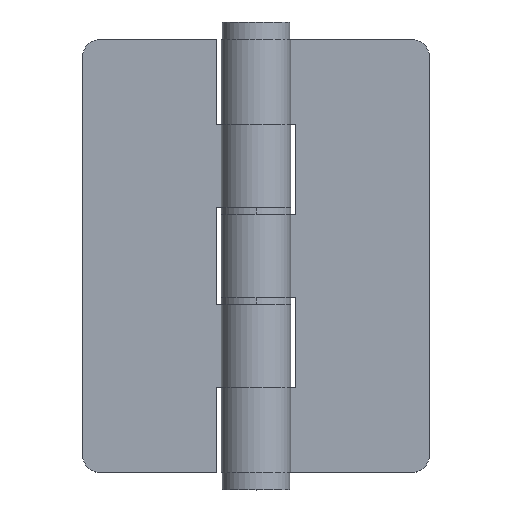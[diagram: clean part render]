
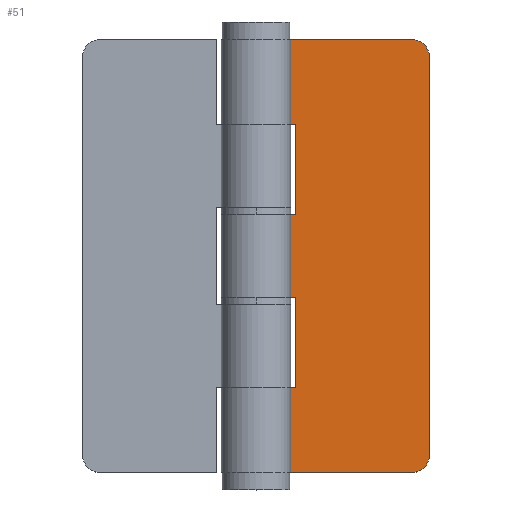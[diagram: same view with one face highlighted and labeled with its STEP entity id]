
A CAD part, top view. The second image highlights one B-rep face of the part: STEP entity #51.
In plain terms, the highlighted planar face has unit normal (0, 0, 1).
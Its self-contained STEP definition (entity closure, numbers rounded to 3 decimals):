
#2 = VERTEX_POINT ( 'NONE', #556 ) ;
#4 = EDGE_CURVE ( 'NONE', #192, #172, #684, .T. ) ;
#5 = VERTEX_POINT ( 'NONE', #680 ) ;
#15 = VERTEX_POINT ( 'NONE', #644 ) ;
#17 = EDGE_CURVE ( 'NONE', #2, #5, #612, .T. ) ;
#22 = VERTEX_POINT ( 'NONE', #606 ) ;
#25 = VERTEX_POINT ( 'NONE', #600 ) ;
#27 = ORIENTED_EDGE ( 'NONE', *, *, #29, .T. ) ;
#28 = VERTEX_POINT ( 'NONE', #528 ) ;
#29 = EDGE_CURVE ( 'NONE', #22, #28, #523, .T. ) ;
#31 = ORIENTED_EDGE ( 'NONE', *, *, #4, .F. ) ;
#33 = EDGE_CURVE ( 'NONE', #25, #172, #519, .T. ) ;
#34 = VERTEX_POINT ( 'NONE', #702 ) ;
#35 = EDGE_CURVE ( 'NONE', #192, #191, #701, .T. ) ;
#36 = ORIENTED_EDGE ( 'NONE', *, *, #42, .T. ) ;
#37 = VERTEX_POINT ( 'NONE', #697 ) ;
#38 = EDGE_LOOP ( 'NONE', ( #57, #56, #53, #40, #31, #59, #50, #45, #55, #48, #27, #36, #418, #265 ) ) ;
#40 = ORIENTED_EDGE ( 'NONE', *, *, #33, .T. ) ;
#41 = EDGE_CURVE ( 'NONE', #5, #60, #808, .T. ) ;
#42 = EDGE_CURVE ( 'NONE', #28, #37, #809, .T. ) ;
#45 = ORIENTED_EDGE ( 'NONE', *, *, #54, .T. ) ;
#46 = VERTEX_POINT ( 'NONE', #822 ) ;
#48 = ORIENTED_EDGE ( 'NONE', *, *, #190, .T. ) ;
#49 = EDGE_CURVE ( 'NONE', #191, #46, #867, .T. ) ;
#50 = ORIENTED_EDGE ( 'NONE', *, *, #49, .T. ) ;
#51 = ADVANCED_FACE ( 'NONE', ( #863 ), #861, .F. ) ;
#53 = ORIENTED_EDGE ( 'NONE', *, *, #61, .F. ) ;
#54 = EDGE_CURVE ( 'NONE', #46, #34, #862, .T. ) ;
#55 = ORIENTED_EDGE ( 'NONE', *, *, #58, .T. ) ;
#56 = ORIENTED_EDGE ( 'NONE', *, *, #41, .T. ) ;
#57 = ORIENTED_EDGE ( 'NONE', *, *, #17, .T. ) ;
#58 = EDGE_CURVE ( 'NONE', #34, #15, #818, .T. ) ;
#59 = ORIENTED_EDGE ( 'NONE', *, *, #35, .T. ) ;
#60 = VERTEX_POINT ( 'NONE', #814 ) ;
#61 = EDGE_CURVE ( 'NONE', #25, #60, #813, .T. ) ;
#172 = VERTEX_POINT ( 'NONE', #796 ) ;
#190 = EDGE_CURVE ( 'NONE', #15, #22, #1118, .T. ) ;
#191 = VERTEX_POINT ( 'NONE', #1114 ) ;
#192 = VERTEX_POINT ( 'NONE', #1113 ) ;
#265 = ORIENTED_EDGE ( 'NONE', *, *, #380, .T. ) ;
#287 = EDGE_CURVE ( 'NONE', #37, #315, #999, .T. ) ;
#315 = VERTEX_POINT ( 'NONE', #1194 ) ;
#380 = EDGE_CURVE ( 'NONE', #315, #2, #1401, .T. ) ;
#418 = ORIENTED_EDGE ( 'NONE', *, *, #287, .T. ) ;
#517 = CARTESIAN_POINT ( 'NONE',  ( 45., 57.5, -5.5 ) ) ;
#518 = AXIS2_PLACEMENT_3D ( 'NONE', #517, #704, #703 ) ;
#519 = CIRCLE ( 'NONE', #518, 5. ) ;
#520 = DIRECTION ( 'NONE',  ( 1., 0., 0. ) ) ;
#521 = VECTOR ( 'NONE', #520, 1000. ) ;
#522 = CARTESIAN_POINT ( 'NONE',  ( 8.352, -12., -5.5 ) ) ;
#523 = LINE ( 'NONE', #522, #521 ) ;
#528 = CARTESIAN_POINT ( 'NONE',  ( 11.5, -12., -5.5 ) ) ;
#556 = CARTESIAN_POINT ( 'NONE',  ( 8.352, -62.5, -5.5 ) ) ;
#600 = CARTESIAN_POINT ( 'NONE',  ( 50., 57.5, -5.5 ) ) ;
#606 = CARTESIAN_POINT ( 'NONE',  ( 8.352, -12., -5.5 ) ) ;
#609 = DIRECTION ( 'NONE',  ( 1., 0., 0. ) ) ;
#610 = VECTOR ( 'NONE', #609, 1000. ) ;
#611 = CARTESIAN_POINT ( 'NONE',  ( 8.352, -62.5, -5.5 ) ) ;
#612 = LINE ( 'NONE', #611, #610 ) ;
#644 = CARTESIAN_POINT ( 'NONE',  ( 8.352, 12., -5.5 ) ) ;
#680 = CARTESIAN_POINT ( 'NONE',  ( 45., -62.5, -5.5 ) ) ;
#681 = DIRECTION ( 'NONE',  ( 1., 0., 0. ) ) ;
#682 = VECTOR ( 'NONE', #681, 1000. ) ;
#683 = CARTESIAN_POINT ( 'NONE',  ( 8.352, 62.5, -5.5 ) ) ;
#684 = LINE ( 'NONE', #683, #682 ) ;
#697 = CARTESIAN_POINT ( 'NONE',  ( 11.5, -38., -5.5 ) ) ;
#698 = DIRECTION ( 'NONE',  ( 0., -1., 0. ) ) ;
#699 = VECTOR ( 'NONE', #698, 1000. ) ;
#700 = CARTESIAN_POINT ( 'NONE',  ( 8.352, 62.5, -5.5 ) ) ;
#701 = LINE ( 'NONE', #700, #699 ) ;
#702 = CARTESIAN_POINT ( 'NONE',  ( 11.5, 12., -5.5 ) ) ;
#703 = DIRECTION ( 'NONE',  ( -1., 0., 0. ) ) ;
#704 = DIRECTION ( 'NONE',  ( 0., 0., 1. ) ) ;
#796 = CARTESIAN_POINT ( 'NONE',  ( 45., 62.5, -5.5 ) ) ;
#807 = CARTESIAN_POINT ( 'NONE',  ( 45., -57.5, -5.5 ) ) ;
#808 = CIRCLE ( 'NONE', #834, 5. ) ;
#809 = LINE ( 'NONE', #821, #820 ) ;
#810 = DIRECTION ( 'NONE',  ( 0., -1., 0. ) ) ;
#811 = VECTOR ( 'NONE', #810, 1000. ) ;
#812 = CARTESIAN_POINT ( 'NONE',  ( 50., 62.5, -5.5 ) ) ;
#813 = LINE ( 'NONE', #812, #811 ) ;
#814 = CARTESIAN_POINT ( 'NONE',  ( 50., -57.5, -5.5 ) ) ;
#815 = DIRECTION ( 'NONE',  ( -1., 0., 0. ) ) ;
#816 = VECTOR ( 'NONE', #815, 1000. ) ;
#817 = CARTESIAN_POINT ( 'NONE',  ( 8.352, 12., -5.5 ) ) ;
#818 = LINE ( 'NONE', #817, #816 ) ;
#819 = DIRECTION ( 'NONE',  ( 0., -1., 0. ) ) ;
#820 = VECTOR ( 'NONE', #819, 1000. ) ;
#821 = CARTESIAN_POINT ( 'NONE',  ( 11.5, 62.5, -5.5 ) ) ;
#822 = CARTESIAN_POINT ( 'NONE',  ( 11.5, 38., -5.5 ) ) ;
#826 = DIRECTION ( 'NONE',  ( 0., -1., 0. ) ) ;
#827 = VECTOR ( 'NONE', #826, 1000. ) ;
#828 = CARTESIAN_POINT ( 'NONE',  ( 11.5, 62.5, -5.5 ) ) ;
#829 = DIRECTION ( 'NONE',  ( -1., 0., 0. ) ) ;
#830 = DIRECTION ( 'NONE',  ( 0., 0., -1. ) ) ;
#832 = DIRECTION ( 'NONE',  ( -1., 0., 0. ) ) ;
#833 = DIRECTION ( 'NONE',  ( 0., 0., 1. ) ) ;
#834 = AXIS2_PLACEMENT_3D ( 'NONE', #807, #833, #832 ) ;
#859 = CARTESIAN_POINT ( 'NONE',  ( 8.352, 62.5, -5.5 ) ) ;
#860 = AXIS2_PLACEMENT_3D ( 'NONE', #859, #830, #829 ) ;
#861 = PLANE ( 'NONE',  #860 ) ;
#862 = LINE ( 'NONE', #828, #827 ) ;
#863 = FACE_OUTER_BOUND ( 'NONE', #38, .T. ) ;
#864 = DIRECTION ( 'NONE',  ( 1., 0., 0. ) ) ;
#865 = VECTOR ( 'NONE', #864, 1000. ) ;
#866 = CARTESIAN_POINT ( 'NONE',  ( 8.352, 38., -5.5 ) ) ;
#867 = LINE ( 'NONE', #866, #865 ) ;
#996 = DIRECTION ( 'NONE',  ( -1., 0., 0. ) ) ;
#997 = VECTOR ( 'NONE', #996, 1000. ) ;
#998 = CARTESIAN_POINT ( 'NONE',  ( 8.352, -38., -5.5 ) ) ;
#999 = LINE ( 'NONE', #998, #997 ) ;
#1113 = CARTESIAN_POINT ( 'NONE',  ( 8.352, 62.5, -5.5 ) ) ;
#1114 = CARTESIAN_POINT ( 'NONE',  ( 8.352, 38., -5.5 ) ) ;
#1115 = DIRECTION ( 'NONE',  ( 0., -1., 0. ) ) ;
#1116 = VECTOR ( 'NONE', #1115, 1000. ) ;
#1117 = CARTESIAN_POINT ( 'NONE',  ( 8.352, 62.5, -5.5 ) ) ;
#1118 = LINE ( 'NONE', #1117, #1116 ) ;
#1194 = CARTESIAN_POINT ( 'NONE',  ( 8.352, -38., -5.5 ) ) ;
#1398 = DIRECTION ( 'NONE',  ( 0., -1., 0. ) ) ;
#1399 = VECTOR ( 'NONE', #1398, 1000. ) ;
#1400 = CARTESIAN_POINT ( 'NONE',  ( 8.352, 62.5, -5.5 ) ) ;
#1401 = LINE ( 'NONE', #1400, #1399 ) ;
